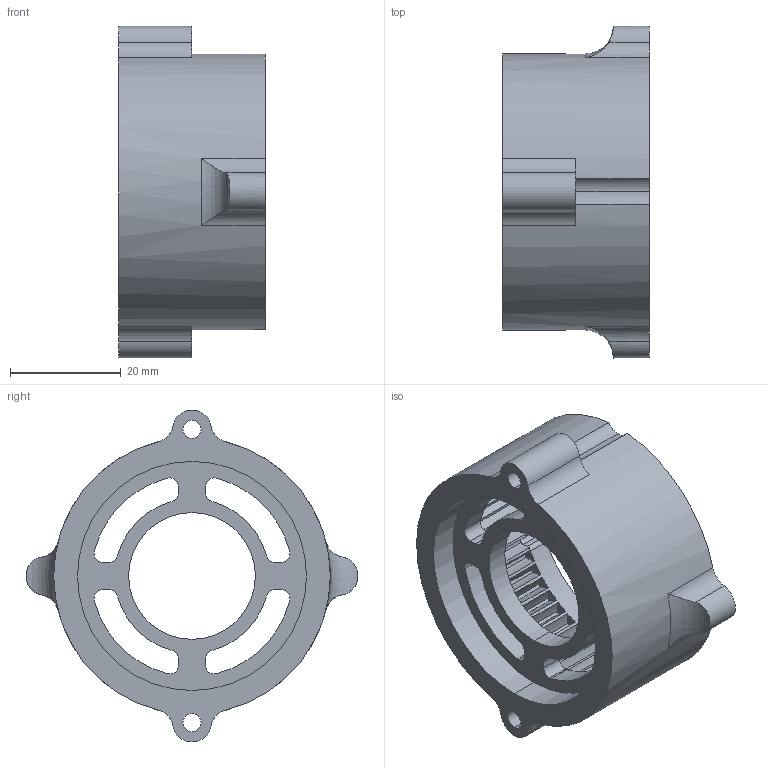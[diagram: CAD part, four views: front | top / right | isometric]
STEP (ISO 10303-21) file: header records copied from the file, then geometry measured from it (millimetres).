
FILE_DESCRIPTION (( 'STEP AP214' ), '1' );
FILE_NAME ('48T_Ring2.STEP', '2025-04-11T06:56:06', ( '' ), ( '' ), 'SwSTEP 2.0', 'SolidWorks 2024', '' );
FILE_SCHEMA (( 'AUTOMOTIVE_DESIGN' ));
Length unit declared in the file: millimetre
Products named in the file (1): 48T_Ring2
Bounding box: 26.5 x 60 x 59.99 mm (x, y, z)
Volume: 17217.6 mm3; surface area: 13465 mm2
Topology: 1 solids, 1 shells, 317 faces, 915 edges, 604 vertices
Faces by surface type: cylinder 234, plane 81, torus 2
Entity records: 10910 total; most frequent: DIRECTION 2133, CARTESIAN_POINT 1955, ORIENTED_EDGE 1830, EDGE_CURVE 915, AXIS2_PLACEMENT_3D 906, VERTEX_POINT 604, CIRCLE 588, EDGE_LOOP 335
